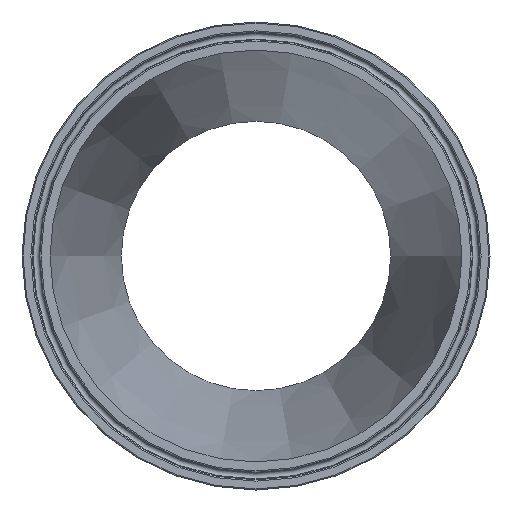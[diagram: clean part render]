
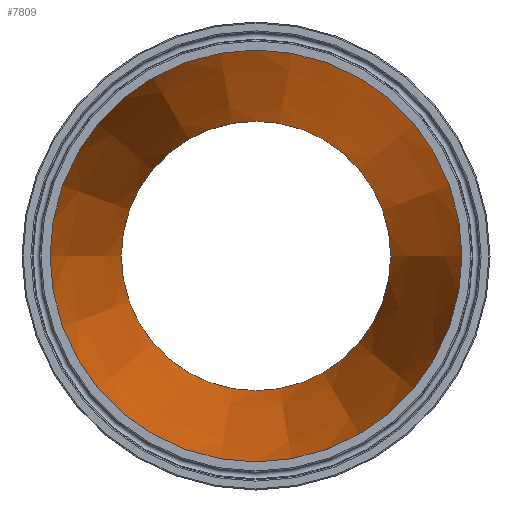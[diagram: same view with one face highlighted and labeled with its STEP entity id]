
A CAD part, left-side view. The second image highlights one B-rep face of the part: STEP entity #7809.
In plain terms, the highlighted conical face has half-angle 10.305 degrees and reference radius 60.731 mm.
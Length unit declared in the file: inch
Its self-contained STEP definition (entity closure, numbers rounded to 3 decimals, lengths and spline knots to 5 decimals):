
#453=CIRCLE('',#8332,1.891);
#454=CIRCLE('',#8333,1.891);
#455=CIRCLE('',#8335,2.891);
#456=CIRCLE('',#8336,2.891);
#1431=FACE_OUTER_BOUND('',#1894,.T.);
#1894=EDGE_LOOP('',(#7175,#7176,#7177,#7178,#7179,#7180));
#2437=LINE('',#16985,#2965);
#2965=VECTOR('',#9903,2.391);
#3759=VERTEX_POINT('',#16979);
#3760=VERTEX_POINT('',#16980);
#3761=VERTEX_POINT('',#16984);
#3762=VERTEX_POINT('',#16986);
#4910=EDGE_CURVE('',#3759,#3760,#453,.T.);
#4911=EDGE_CURVE('',#3760,#3759,#454,.T.);
#4912=EDGE_CURVE('',#3760,#3761,#2437,.T.);
#4913=EDGE_CURVE('',#3762,#3761,#455,.T.);
#4914=EDGE_CURVE('',#3761,#3762,#456,.T.);
#7175=ORIENTED_EDGE('',*,*,#4910,.T.);
#7176=ORIENTED_EDGE('',*,*,#4912,.T.);
#7177=ORIENTED_EDGE('',*,*,#4913,.F.);
#7178=ORIENTED_EDGE('',*,*,#4914,.F.);
#7179=ORIENTED_EDGE('',*,*,#4912,.F.);
#7180=ORIENTED_EDGE('',*,*,#4911,.T.);
#7344=CONICAL_SURFACE('',#8334,2.391,0.18);
#7809=ADVANCED_FACE('',(#1431),#7344,.F.);
#8332=AXIS2_PLACEMENT_3D('',#16981,#9897,#9898);
#8333=AXIS2_PLACEMENT_3D('',#16982,#9899,#9900);
#8334=AXIS2_PLACEMENT_3D('',#16983,#9901,#9902);
#8335=AXIS2_PLACEMENT_3D('',#16987,#9904,#9905);
#8336=AXIS2_PLACEMENT_3D('',#16988,#9906,#9907);
#9897=DIRECTION('center_axis',(1.,0.,0.));
#9898=DIRECTION('ref_axis',(0.,1.,0.));
#9899=DIRECTION('center_axis',(1.,0.,0.));
#9900=DIRECTION('ref_axis',(0.,1.,0.));
#9901=DIRECTION('center_axis',(-1.,0.,0.));
#9902=DIRECTION('ref_axis',(0.,1.,0.));
#9903=DIRECTION('',(-0.984,-0.179,0.));
#9904=DIRECTION('center_axis',(1.,0.,0.));
#9905=DIRECTION('ref_axis',(0.,1.,0.));
#9906=DIRECTION('center_axis',(1.,0.,0.));
#9907=DIRECTION('ref_axis',(0.,1.,0.));
#16979=CARTESIAN_POINT('',(6.55662,1.891,0.));
#16980=CARTESIAN_POINT('',(6.55662,-1.891,0.));
#16981=CARTESIAN_POINT('Origin',(6.55662,0.,
0.));
#16982=CARTESIAN_POINT('Origin',(6.55662,0.,
0.));
#16983=CARTESIAN_POINT('Origin',(3.80662,0.,
0.));
#16984=CARTESIAN_POINT('',(1.05662,-2.891,0.));
#16985=CARTESIAN_POINT('',(3.80662,-2.391,0.));
#16986=CARTESIAN_POINT('',(1.05662,2.891,0.));
#16987=CARTESIAN_POINT('Origin',(1.05662,0.,
0.));
#16988=CARTESIAN_POINT('Origin',(1.05662,0.,
0.));
